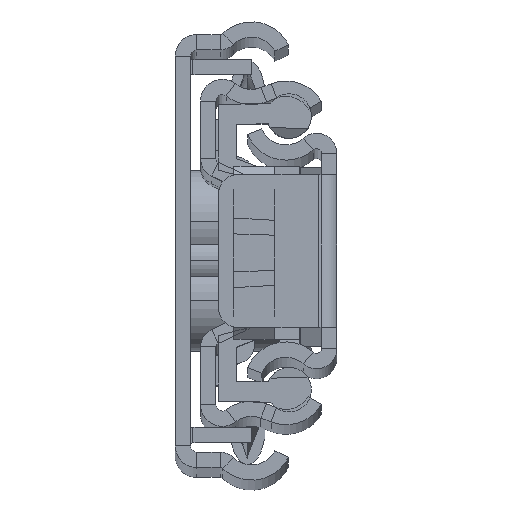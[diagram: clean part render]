
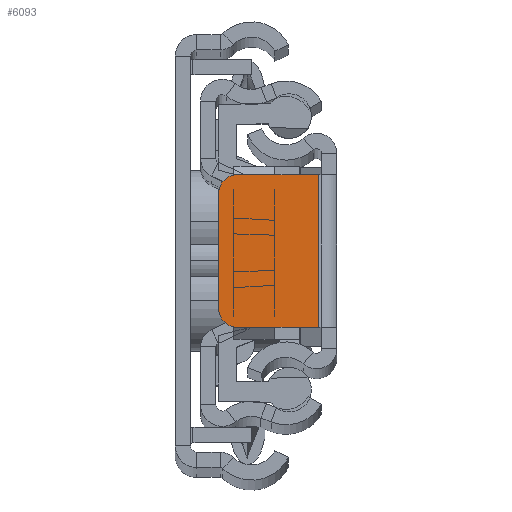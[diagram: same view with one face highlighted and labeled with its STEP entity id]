
A CAD part, top view. The second image highlights one B-rep face of the part: STEP entity #6093.
In plain terms, the highlighted planar face has unit normal (0, 0, 1).
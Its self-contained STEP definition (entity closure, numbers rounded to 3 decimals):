
#282 = VERTEX_POINT ( 'NONE', #20567 ) ;
#1494 = DIRECTION ( 'NONE',  ( -1., 0., 0. ) ) ;
#1872 = VECTOR ( 'NONE', #15643, 1000. ) ;
#3033 = CARTESIAN_POINT ( 'NONE',  ( -1.45, -6., 0. ) ) ;
#3328 = CARTESIAN_POINT ( 'NONE',  ( -7.8, 6., 0. ) ) ;
#4178 = DIRECTION ( 'NONE',  ( 1., 0., 0. ) ) ;
#4262 = CIRCLE ( 'NONE', #16613, 1.5 ) ;
#4380 = LINE ( 'NONE', #5312, #20410 ) ;
#4490 = EDGE_CURVE ( 'NONE', #5832, #9784, #20966, .T. ) ;
#4851 = CARTESIAN_POINT ( 'NONE',  ( -7.8, 4.5, 0. ) ) ;
#4968 = VERTEX_POINT ( 'NONE', #3328 ) ;
#5062 = EDGE_CURVE ( 'NONE', #13530, #5832, #4262, .T. ) ;
#5312 = CARTESIAN_POINT ( 'NONE',  ( -9.3, 0., 0. ) ) ;
#5531 = DIRECTION ( 'NONE',  ( -1., 0., 0. ) ) ;
#5832 = VERTEX_POINT ( 'NONE', #19054 ) ;
#6023 = EDGE_CURVE ( 'NONE', #11670, #9784, #11312, .T. ) ;
#6093 = ADVANCED_FACE ( 'NONE', ( #11858 ), #6562, .F. ) ;
#6179 = EDGE_LOOP ( 'NONE', ( #6411, #10027, #11809, #11263, #19357, #8285 ) ) ;
#6411 = ORIENTED_EDGE ( 'NONE', *, *, #11433, .T. ) ;
#6562 = PLANE ( 'NONE',  #20181 ) ;
#8285 = ORIENTED_EDGE ( 'NONE', *, *, #16635, .T. ) ;
#9606 = CARTESIAN_POINT ( 'NONE',  ( -1.45, -6., 0. ) ) ;
#9610 = CIRCLE ( 'NONE', #14895, 1.5 ) ;
#9784 = VERTEX_POINT ( 'NONE', #9606 ) ;
#10027 = ORIENTED_EDGE ( 'NONE', *, *, #5062, .T. ) ;
#11263 = ORIENTED_EDGE ( 'NONE', *, *, #6023, .F. ) ;
#11312 = LINE ( 'NONE', #3033, #16983 ) ;
#11433 = EDGE_CURVE ( 'NONE', #282, #13530, #4380, .T. ) ;
#11670 = VERTEX_POINT ( 'NONE', #17174 ) ;
#11809 = ORIENTED_EDGE ( 'NONE', *, *, #4490, .T. ) ;
#11858 = FACE_OUTER_BOUND ( 'NONE', #6179, .T. ) ;
#12713 = VECTOR ( 'NONE', #4178, 1000. ) ;
#13530 = VERTEX_POINT ( 'NONE', #15438 ) ;
#14895 = AXIS2_PLACEMENT_3D ( 'NONE', #4851, #20083, #20408 ) ;
#15434 = CARTESIAN_POINT ( 'NONE',  ( 0., 6., 0. ) ) ;
#15438 = CARTESIAN_POINT ( 'NONE',  ( -9.3, -4.5, 0. ) ) ;
#15643 = DIRECTION ( 'NONE',  ( -1., 0., 0. ) ) ;
#15859 = LINE ( 'NONE', #15434, #1872 ) ;
#16114 = DIRECTION ( 'NONE',  ( 0., 0., 1. ) ) ;
#16613 = AXIS2_PLACEMENT_3D ( 'NONE', #17659, #16114, #5531 ) ;
#16635 = EDGE_CURVE ( 'NONE', #4968, #282, #9610, .T. ) ;
#16818 = EDGE_CURVE ( 'NONE', #11670, #4968, #15859, .T. ) ;
#16983 = VECTOR ( 'NONE', #19370, 1000. ) ;
#17174 = CARTESIAN_POINT ( 'NONE',  ( -1.45, 6., 0. ) ) ;
#17659 = CARTESIAN_POINT ( 'NONE',  ( -7.8, -4.5, 0. ) ) ;
#18587 = CARTESIAN_POINT ( 'NONE',  ( 0., 0., 0. ) ) ;
#19001 = DIRECTION ( 'NONE',  ( 0., -1., 0. ) ) ;
#19054 = CARTESIAN_POINT ( 'NONE',  ( -7.8, -6., 0. ) ) ;
#19308 = CARTESIAN_POINT ( 'NONE',  ( 0., -6., 0. ) ) ;
#19357 = ORIENTED_EDGE ( 'NONE', *, *, #16818, .T. ) ;
#19370 = DIRECTION ( 'NONE',  ( 0., -1., 0. ) ) ;
#20083 = DIRECTION ( 'NONE',  ( 0., 0., 1. ) ) ;
#20181 = AXIS2_PLACEMENT_3D ( 'NONE', #18587, #21806, #1494 ) ;
#20408 = DIRECTION ( 'NONE',  ( -1., 0., 0. ) ) ;
#20410 = VECTOR ( 'NONE', #19001, 1000. ) ;
#20567 = CARTESIAN_POINT ( 'NONE',  ( -9.3, 4.5, 0. ) ) ;
#20966 = LINE ( 'NONE', #19308, #12713 ) ;
#21806 = DIRECTION ( 'NONE',  ( 0., 0., -1. ) ) ;
